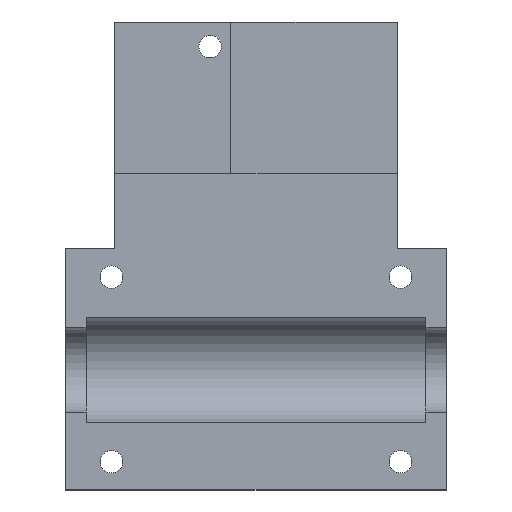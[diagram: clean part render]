
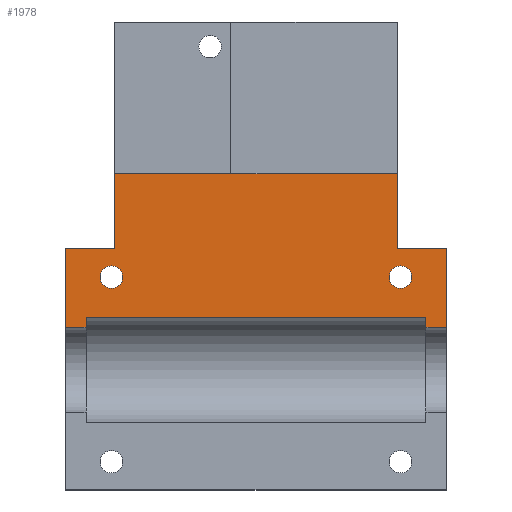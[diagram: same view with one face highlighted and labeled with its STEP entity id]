
A CAD part, top view. The second image highlights one B-rep face of the part: STEP entity #1978.
In plain terms, the highlighted planar face has unit normal (0, 0, 1).
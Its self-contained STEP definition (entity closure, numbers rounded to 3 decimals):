
#35=FACE_BOUND('',#172,.T.);
#36=FACE_BOUND('',#173,.T.);
#57=FACE_OUTER_BOUND('',#171,.T.);
#171=EDGE_LOOP('',(#1307,#1308,#1309,#1310,#1311,#1312,#1313,#1314,#1315,
#1316,#1317,#1318,#1319,#1320));
#172=EDGE_LOOP('',(#1321));
#173=EDGE_LOOP('',(#1322));
#297=LINE('',#2904,#513);
#301=LINE('',#2913,#517);
#304=LINE('',#2921,#520);
#306=LINE('',#2924,#522);
#309=LINE('',#2932,#525);
#311=LINE('',#2937,#527);
#312=LINE('',#2939,#528);
#313=LINE('',#2941,#529);
#314=LINE('',#2943,#530);
#315=LINE('',#2944,#531);
#316=LINE('',#2945,#532);
#317=LINE('',#2946,#533);
#318=LINE('',#2948,#534);
#319=LINE('',#2949,#535);
#513=VECTOR('',#2300,10.);
#517=VECTOR('',#2306,10.);
#520=VECTOR('',#2313,10.);
#522=VECTOR('',#2317,10.);
#525=VECTOR('',#2322,10.);
#527=VECTOR('',#2326,10.);
#528=VECTOR('',#2327,10.);
#529=VECTOR('',#2328,10.);
#530=VECTOR('',#2329,10.);
#531=VECTOR('',#2330,10.);
#532=VECTOR('',#2331,10.);
#533=VECTOR('',#2332,10.);
#534=VECTOR('',#2333,10.);
#535=VECTOR('',#2334,10.);
#731=CIRCLE('',#2109,1.6);
#732=CIRCLE('',#2110,1.6);
#808=VERTEX_POINT('',#2900);
#810=VERTEX_POINT('',#2903);
#813=VERTEX_POINT('',#2910);
#814=VERTEX_POINT('',#2912);
#816=VERTEX_POINT('',#2917);
#817=VERTEX_POINT('',#2919);
#820=VERTEX_POINT('',#2929);
#821=VERTEX_POINT('',#2931);
#822=VERTEX_POINT('',#2935);
#823=VERTEX_POINT('',#2936);
#824=VERTEX_POINT('',#2938);
#825=VERTEX_POINT('',#2940);
#826=VERTEX_POINT('',#2942);
#827=VERTEX_POINT('',#2947);
#828=VERTEX_POINT('',#2950);
#829=VERTEX_POINT('',#2952);
#995=EDGE_CURVE('',#808,#810,#297,.T.);
#999=EDGE_CURVE('',#813,#814,#301,.T.);
#1003=EDGE_CURVE('',#817,#816,#304,.T.);
#1005=EDGE_CURVE('',#810,#817,#306,.T.);
#1008=EDGE_CURVE('',#820,#821,#309,.T.);
#1010=EDGE_CURVE('',#822,#823,#311,.T.);
#1011=EDGE_CURVE('',#824,#822,#312,.T.);
#1012=EDGE_CURVE('',#825,#824,#313,.T.);
#1013=EDGE_CURVE('',#826,#825,#314,.T.);
#1014=EDGE_CURVE('',#814,#826,#315,.T.);
#1015=EDGE_CURVE('',#816,#813,#316,.T.);
#1016=EDGE_CURVE('',#821,#808,#317,.T.);
#1017=EDGE_CURVE('',#827,#820,#318,.T.);
#1018=EDGE_CURVE('',#823,#827,#319,.T.);
#1019=EDGE_CURVE('',#828,#828,#731,.T.);
#1020=EDGE_CURVE('',#829,#829,#732,.T.);
#1307=ORIENTED_EDGE('',*,*,#1010,.F.);
#1308=ORIENTED_EDGE('',*,*,#1011,.F.);
#1309=ORIENTED_EDGE('',*,*,#1012,.F.);
#1310=ORIENTED_EDGE('',*,*,#1013,.F.);
#1311=ORIENTED_EDGE('',*,*,#1014,.F.);
#1312=ORIENTED_EDGE('',*,*,#999,.F.);
#1313=ORIENTED_EDGE('',*,*,#1015,.F.);
#1314=ORIENTED_EDGE('',*,*,#1003,.F.);
#1315=ORIENTED_EDGE('',*,*,#1005,.F.);
#1316=ORIENTED_EDGE('',*,*,#995,.F.);
#1317=ORIENTED_EDGE('',*,*,#1016,.F.);
#1318=ORIENTED_EDGE('',*,*,#1008,.F.);
#1319=ORIENTED_EDGE('',*,*,#1017,.F.);
#1320=ORIENTED_EDGE('',*,*,#1018,.F.);
#1321=ORIENTED_EDGE('',*,*,#1019,.F.);
#1322=ORIENTED_EDGE('',*,*,#1020,.F.);
#1884=PLANE('',#2108);
#1978=ADVANCED_FACE('',(#57,#35,#36),#1884,.T.);
#2108=AXIS2_PLACEMENT_3D('',#2934,#2324,#2325);
#2109=AXIS2_PLACEMENT_3D('',#2951,#2335,#2336);
#2110=AXIS2_PLACEMENT_3D('',#2953,#2337,#2338);
#2300=DIRECTION('',(0.,1.,0.));
#2306=DIRECTION('',(-1.,0.,0.));
#2313=DIRECTION('',(0.,-1.,0.));
#2317=DIRECTION('',(-1.,0.,0.));
#2322=DIRECTION('',(-1.,0.,0.));
#2324=DIRECTION('center_axis',(0.,0.,
1.));
#2325=DIRECTION('ref_axis',(0.,1.,0.));
#2326=DIRECTION('',(0.,-1.,0.));
#2327=DIRECTION('',(1.,0.,0.));
#2328=DIRECTION('',(0.,1.,0.));
#2329=DIRECTION('',(1.,0.,0.));
#2330=DIRECTION('',(0.,1.,0.));
#2331=DIRECTION('',(0.,-1.,0.));
#2332=DIRECTION('',(0.,1.,0.));
#2333=DIRECTION('',(0.,-1.,0.));
#2334=DIRECTION('',(1.,0.,0.));
#2335=DIRECTION('center_axis',(0.,0.,
1.));
#2336=DIRECTION('ref_axis',(-1.,0.,0.));
#2337=DIRECTION('center_axis',(0.,0.,
1.));
#2338=DIRECTION('ref_axis',(-1.,0.,0.));
#2900=CARTESIAN_POINT('',(-89.972,35.95,17.143));
#2903=CARTESIAN_POINT('',(-89.972,35.95,17.143));
#2904=CARTESIAN_POINT('',(-89.972,31.525,17.143));
#2910=CARTESIAN_POINT('',(-138.172,34.55,17.143));
#2912=CARTESIAN_POINT('',(-141.072,34.55,17.143));
#2913=CARTESIAN_POINT('',(-114.072,34.55,17.143));
#2917=CARTESIAN_POINT('',(-138.172,35.95,17.143));
#2919=CARTESIAN_POINT('',(-138.172,35.95,17.143));
#2921=CARTESIAN_POINT('',(-138.172,31.525,17.143));
#2924=CARTESIAN_POINT('',(-114.072,35.95,17.143));
#2929=CARTESIAN_POINT('',(-87.072,34.55,17.143));
#2931=CARTESIAN_POINT('',(-89.972,34.55,17.143));
#2932=CARTESIAN_POINT('',(-114.072,34.55,17.143));
#2934=CARTESIAN_POINT('Origin',(-114.072,34.55,17.143));
#2935=CARTESIAN_POINT('',(-94.072,56.294,17.143));
#2936=CARTESIAN_POINT('',(-94.072,45.656,17.143));
#2937=CARTESIAN_POINT('',(-94.072,40.103,17.143));
#2938=CARTESIAN_POINT('',(-134.072,56.294,17.143));
#2939=CARTESIAN_POINT('',(-114.072,56.294,17.143));
#2940=CARTESIAN_POINT('',(-134.072,45.656,17.143));
#2941=CARTESIAN_POINT('',(-134.072,40.103,17.143));
#2942=CARTESIAN_POINT('',(-141.072,45.656,17.143));
#2943=CARTESIAN_POINT('',(-114.072,45.656,17.143));
#2944=CARTESIAN_POINT('',(-141.072,31.814,17.143));
#2945=CARTESIAN_POINT('',(-138.172,31.525,17.143));
#2946=CARTESIAN_POINT('',(-89.972,31.525,17.143));
#2947=CARTESIAN_POINT('',(-87.072,45.656,17.143));
#2948=CARTESIAN_POINT('',(-87.072,31.814,17.143));
#2949=CARTESIAN_POINT('',(-114.072,45.656,17.143));
#2950=CARTESIAN_POINT('',(-91.972,41.656,17.143));
#2951=CARTESIAN_POINT('Origin',(-93.572,41.656,17.143));
#2952=CARTESIAN_POINT('',(-132.972,41.656,17.143));
#2953=CARTESIAN_POINT('Origin',(-134.572,41.656,17.143));
